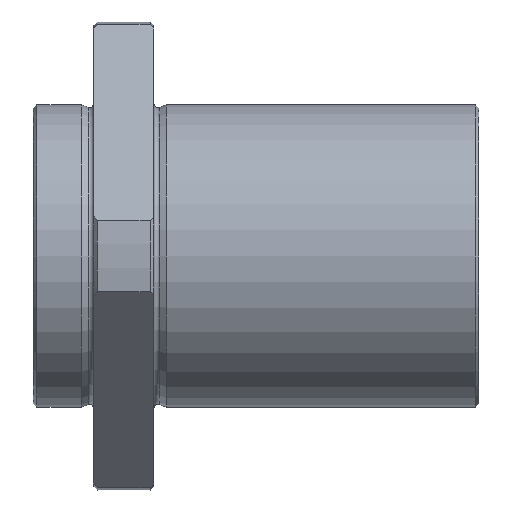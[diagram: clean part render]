
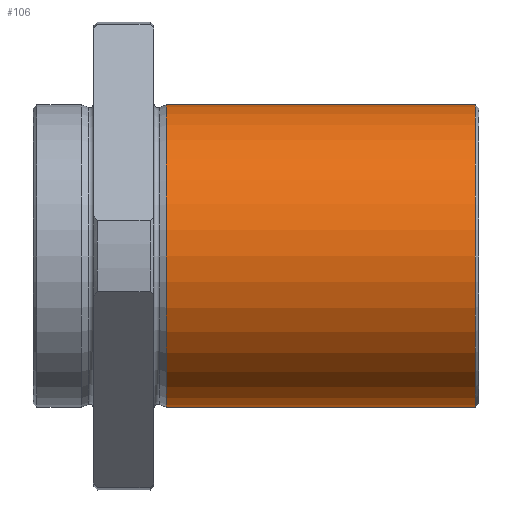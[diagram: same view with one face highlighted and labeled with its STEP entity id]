
A CAD part, front view. The second image highlights one B-rep face of the part: STEP entity #106.
In plain terms, the highlighted cylindrical face has radius 20 mm (diameter 40 mm), a full revolution.
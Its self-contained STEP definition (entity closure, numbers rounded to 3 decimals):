
#106 = ADVANCED_FACE( '', ( #243, #244 ), #245, .T. );
#243 = FACE_OUTER_BOUND( '', #421, .T. );
#244 = FACE_OUTER_BOUND( '', #422, .T. );
#245 = CYLINDRICAL_SURFACE( '', #423, 20. );
#421 = EDGE_LOOP( '', ( #633 ) );
#422 = EDGE_LOOP( '', ( #634 ) );
#423 = AXIS2_PLACEMENT_3D( '', #635, #636, #637 );
#633 = ORIENTED_EDGE( '', *, *, #932, .T. );
#634 = ORIENTED_EDGE( '', *, *, #933, .F. );
#635 = CARTESIAN_POINT( '', ( 59., 0., 0. ) );
#636 = DIRECTION( '', ( -1., 0., 0. ) );
#637 = DIRECTION( '', ( 0., 0., -1. ) );
#932 = EDGE_CURVE( '', #1092, #1092, #1093, .T. );
#933 = EDGE_CURVE( '', #1094, #1094, #1095, .T. );
#1092 = VERTEX_POINT( '', #1315 );
#1093 = CIRCLE( '', #1316, 20. );
#1094 = VERTEX_POINT( '', #1317 );
#1095 = CIRCLE( '', #1318, 20. );
#1315 = CARTESIAN_POINT( '', ( 17.6, 0., -20. ) );
#1316 = AXIS2_PLACEMENT_3D( '', #1512, #1513, #1514 );
#1317 = CARTESIAN_POINT( '', ( 58.5, 0., -20. ) );
#1318 = AXIS2_PLACEMENT_3D( '', #1515, #1516, #1517 );
#1512 = CARTESIAN_POINT( '', ( 17.6, 0., 0. ) );
#1513 = DIRECTION( '', ( 1., 0., 0. ) );
#1514 = DIRECTION( '', ( 0., 0., -1. ) );
#1515 = CARTESIAN_POINT( '', ( 58.5, 0., 0. ) );
#1516 = DIRECTION( '', ( 1., 0., 0. ) );
#1517 = DIRECTION( '', ( 0., 0., -1. ) );
